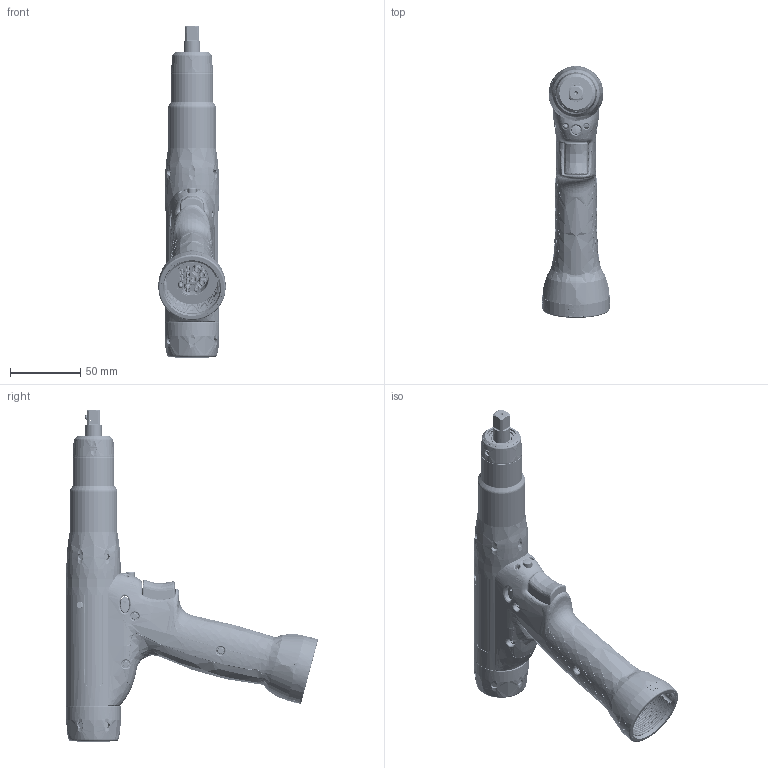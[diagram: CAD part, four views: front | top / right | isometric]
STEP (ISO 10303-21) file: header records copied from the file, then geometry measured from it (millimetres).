
FILE_DESCRIPTION((''),'2;1');
FILE_NAME('8433221695_ASM','2017-05-16T',('toocsr'),(''),'CREO PARAMETRIC BY PTC INC, 2016260','CREO PARAMETRIC BY PTC INC, 2016260','');
FILE_SCHEMA(('CONFIG_CONTROL_DESIGN','GEOMETRIC_VALIDATION_PROPERTIES_MIM'));
Length unit declared in the file: millimetre
Products named in the file (49): 4220285003_AF0; 4220285082_ASM; 4220285706; 4220285701_AF0; 4220285780_ASM; 4220286001; 4220286082_ASM; 4220290519; 4220290520; 4220290700_02; 4220290586_ASM; 4220230300; 4220502203; 4220312085_SPEC1_ASM; 4220502200; 4220312086_SPEC2_ASM; 4222011600; 4220338985_ASM; 4220285001_AF0; 4220285002_ASM; 4220285500; 0211196242; 4224230201_ASM; 4220286900; 4220286980_ASM; 4220301100; 4220390080_ASM; 4220300200; 4220287200; 4220287280_ASM; 4220290801; 4220290800; 4220289911; 4220285300; 4220285406; 0977125001; 4220406980_SPEC1_ASM; 4220285486_ASM; 4224210500_ASM; 4220287405 ...
Assembly tree (55 placements, depth 5):
  8433221695_ASM
    4224230201_ASM
      4220285082_ASM
        4220285003_AF0
      4220285706
      4220285780_ASM
        4220285701_AF0
      4220286082_ASM
        4220286001
      4220290586_ASM
        4220290519
        4220290520
        4220290700_02
      4220338985_ASM
        4220230300
        4220312085_SPEC1_ASM
          4220502203  x5
        4220312086_SPEC2_ASM
          4220502200
        4222011600
      4220285002_ASM
        4220285001_AF0
      4220285500
      0211196242  x3
    4224210500_ASM
      4220390080_ASM
        4220286980_ASM
          4220286900
        4220301100
      4220300200
      4220287280_ASM
        4220287200
      4220290801
      4220290800
      4220289911  x2
      4220285486_ASM
        4220285300
        4220285406
        4220406980_SPEC1_ASM
          0977125001
    4224221909_ASM
      4220287405
      4220238200
      4090061700
      0335350502
      4220219907
      4220488000
      0108169062
      4220299302
Bounding box: 48 x 179.17 x 236.3 mm (x, y, z)
Volume: 168355.7 mm3; surface area: 149919.9 mm2
Topology: 48 solids, 56 shells, 5953 faces, 15588 edges, 9930 vertices
Faces by surface type: plane 2363, bspline 1440, cylinder 1293, cone 401, extrusion 217, torus 185, sphere 49, revolution 5
Entity records: 337311 total; most frequent: CARTESIAN_POINT 151378, ORIENTED_EDGE 28462, DIRECTION 20111, PRESENTATION_STYLE_ASSIGNMENT 16508, STYLED_ITEM 16472, EDGE_CURVE 14246, CURVE_STYLE 13314, VERTEX_POINT 9121
